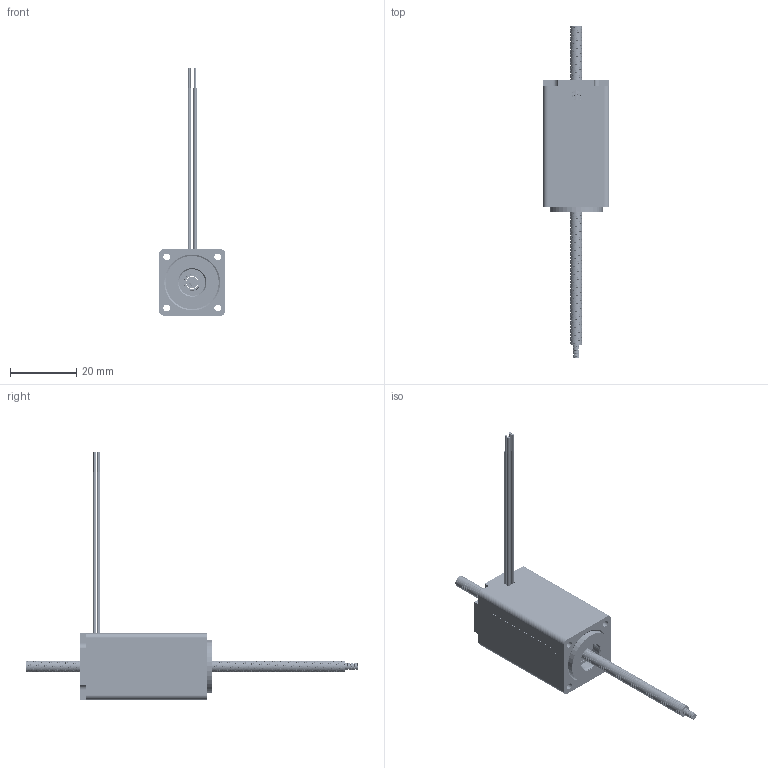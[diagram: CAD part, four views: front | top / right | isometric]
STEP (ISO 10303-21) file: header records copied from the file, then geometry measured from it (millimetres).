
FILE_DESCRIPTION(/* description */ (''),/* implementation_level */ '2;1');
FILE_NAME(/* name */ '8N22-100.stp',/* time_stamp */ '2020-08-27T08:52:09+08:00',/* author */ ('ly7227'),/* organization */ (''),/* preprocessor_version */ 'ST-DEVELOPER v16.1',/* originating_system */ 'Autodesk Inventor 2016',/* authorisation */ '');
FILE_SCHEMA (('AUTOMOTIVE_DESIGN { 1 0 10303 214 3 1 1 }'));
Products named in the file (21): 01-165-1; 01-167; 09-005-1-11; 09-005-2-11; 09-005-3-11; 09-005-4-11; 12-057-11; 12-056-3-1; 02-156-4-1; 12-055-3-1; 02-164; 03-226-5; 07-045-2; 10-001垫片; 10-061-2; 03-226-6; 04-110-2; 07-007轴承; 05-0229; 20双厚标签; 8N2205AB4-65SMSN-101
Assembly tree (28 placements, depth 3):
  8N2205AB4-65SMSN-101
    01-165-1
    01-167
    02-164
      09-005-1-11
      09-005-2-11
      09-005-3-11
      09-005-4-11
      12-057-11
      12-056-3-1
      02-156-4-1
      12-055-3-1
    03-226-5  x4
    07-045-2  x2
    10-001垫片
    10-061-2
    03-226-6  x4
    04-110-2
    07-007轴承  x2
    05-0229
    20双厚标签
Bounding box: 20.1 x 100 x 74.5 mm (x, y, z)
Volume: 12499.5 mm3; surface area: 26244.7 mm2
Topology: 34 solids, 34 shells, 4041 faces, 11801 edges, 7860 vertices
Faces by surface type: cylinder 2245, plane 1707, bspline 80, cone 9
Full cylindrical faces by diameter (mm): 0.8 x12, 1 x50, 2 x8, 2.2 x8, 2.5 x2, 3.8 x2, 5 x5, 5.5 x1, 6 x5, 6.5 x5, 6.6 x2, 7 x2, 8 x2, 8.2 x1, 9 x6, 11 x1, 11.2 x2, 12.24 x2, 12.6 x2, 16 x1
Entity records: 87209 total; most frequent: CARTESIAN_POINT 28203, ORIENTED_EDGE 12338, DIRECTION 12289, EDGE_CURVE 6169, AXIS2_PLACEMENT_3D 4170, VERTEX_POINT 4159, LINE 3949, VECTOR 3949
